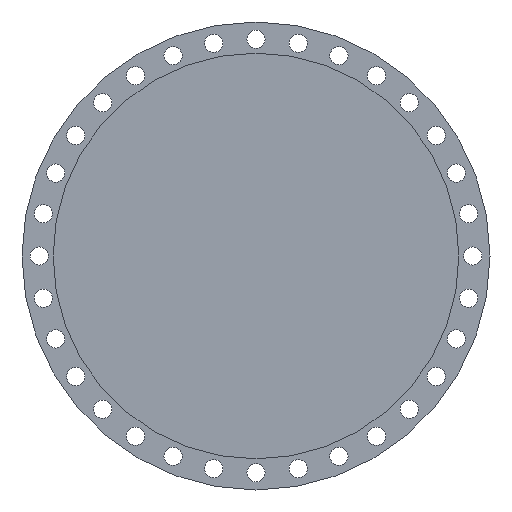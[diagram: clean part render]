
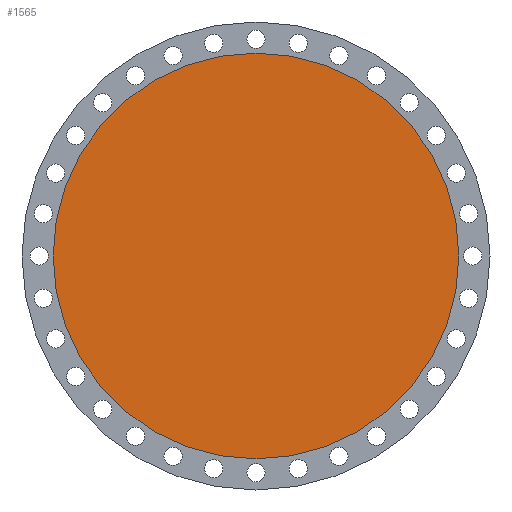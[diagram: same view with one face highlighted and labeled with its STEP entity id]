
A CAD part, left-side view. The second image highlights one B-rep face of the part: STEP entity #1565.
In plain terms, the highlighted planar face has unit normal (-1, 0, 0).
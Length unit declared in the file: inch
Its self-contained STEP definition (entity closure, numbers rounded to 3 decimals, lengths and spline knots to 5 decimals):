
#67 = FACE_OUTER_BOUND ( 'NONE', #1300, .T. ) ;
#86 = ORIENTED_EDGE ( 'NONE', *, *, #1701, .T. ) ;
#121 = DIRECTION ( 'NONE',  ( -1., 0., 0. ) ) ;
#200 = CARTESIAN_POINT ( 'NONE',  ( 0., 0., -23.625 ) ) ;
#225 = DIRECTION ( 'NONE',  ( 0., 0., 1. ) ) ;
#521 = CARTESIAN_POINT ( 'NONE',  ( 0., 0., 0. ) ) ;
#708 = AXIS2_PLACEMENT_3D ( 'NONE', #521, #121, #1544 ) ;
#727 = VERTEX_POINT ( 'NONE', #2303 ) ;
#781 = CIRCLE ( 'NONE', #2490, 23.625 ) ;
#880 = DIRECTION ( 'NONE',  ( 0., 0., 1. ) ) ;
#906 = CARTESIAN_POINT ( 'NONE',  ( 0., 0., 0. ) ) ;
#1055 = ORIENTED_EDGE ( 'NONE', *, *, #1285, .T. ) ;
#1285 = EDGE_CURVE ( 'NONE', #727, #1396, #781, .T. ) ;
#1300 = EDGE_LOOP ( 'NONE', ( #1055, #86 ) ) ;
#1396 = VERTEX_POINT ( 'NONE', #200 ) ;
#1495 = DIRECTION ( 'NONE',  ( -1., 0., 0. ) ) ;
#1544 = DIRECTION ( 'NONE',  ( 0., 0., 1. ) ) ;
#1565 = ADVANCED_FACE ( 'NONE', ( #67 ), #2330, .T. ) ;
#1701 = EDGE_CURVE ( 'NONE', #1396, #727, #1813, .T. ) ;
#1813 = CIRCLE ( 'NONE', #708, 23.625 ) ;
#1858 = AXIS2_PLACEMENT_3D ( 'NONE', #906, #1495, #880 ) ;
#2052 = CARTESIAN_POINT ( 'NONE',  ( 0., 0., 0. ) ) ;
#2216 = DIRECTION ( 'NONE',  ( -1., 0., 0. ) ) ;
#2303 = CARTESIAN_POINT ( 'NONE',  ( 0., 0., 23.625 ) ) ;
#2330 = PLANE ( 'NONE',  #1858 ) ;
#2490 = AXIS2_PLACEMENT_3D ( 'NONE', #2052, #2216, #225 ) ;
